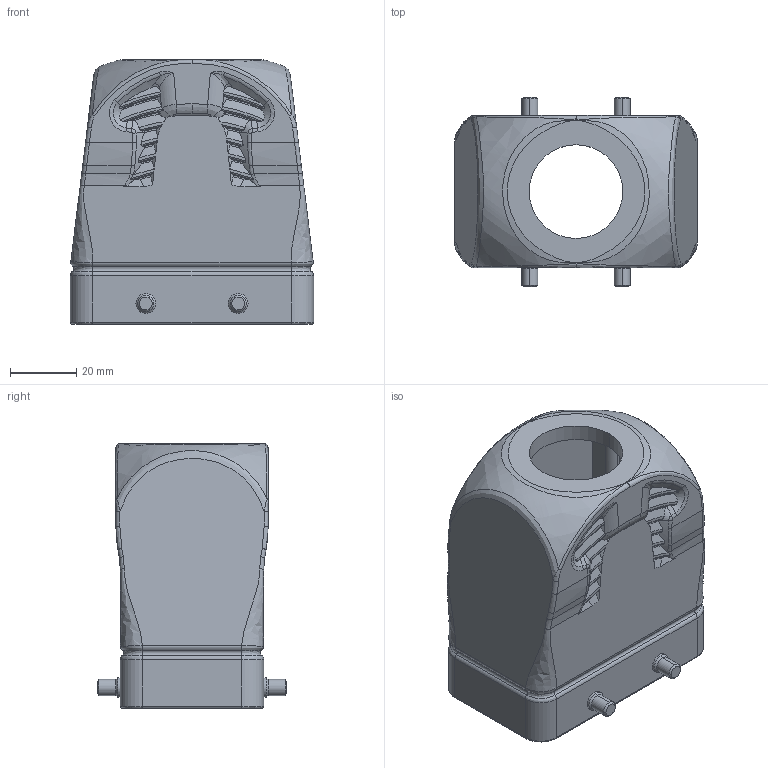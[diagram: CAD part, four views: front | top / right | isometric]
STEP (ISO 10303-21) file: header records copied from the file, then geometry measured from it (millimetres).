
FILE_DESCRIPTION (( 'STEP AP203' ), '1' );
FILE_NAME ('ZP-MC10B-2-DTE21ML.STEP', '2022-01-05T18:26:47', ( '' ), ( '' ), 'SwSTEP 2.0', 'SolidWorks 2021', '' );
FILE_SCHEMA (( 'CONFIG_CONTROL_DESIGN' ));
Length unit declared in the file: inch
Products named in the file (1): ZP-MC10B-2-DTE21ML
Bounding box: 73.5 x 57.4 x 80 mm (x, y, z)
Volume: 67611.8 mm3; surface area: 37249.6 mm2
Topology: 1 solids, 1 shells, 488 faces, 1291 edges, 807 vertices
Faces by surface type: bspline 141, cone 121, plane 116, cylinder 106, torus 4
Entity records: 52709 total; most frequent: CARTESIAN_POINT 42055, ORIENTED_EDGE 2558, DIRECTION 1786, EDGE_CURVE 1279, VERTEX_POINT 807, AXIS2_PLACEMENT_3D 738, B_SPLINE_CURVE_WITH_KNOTS 532, EDGE_LOOP 504
